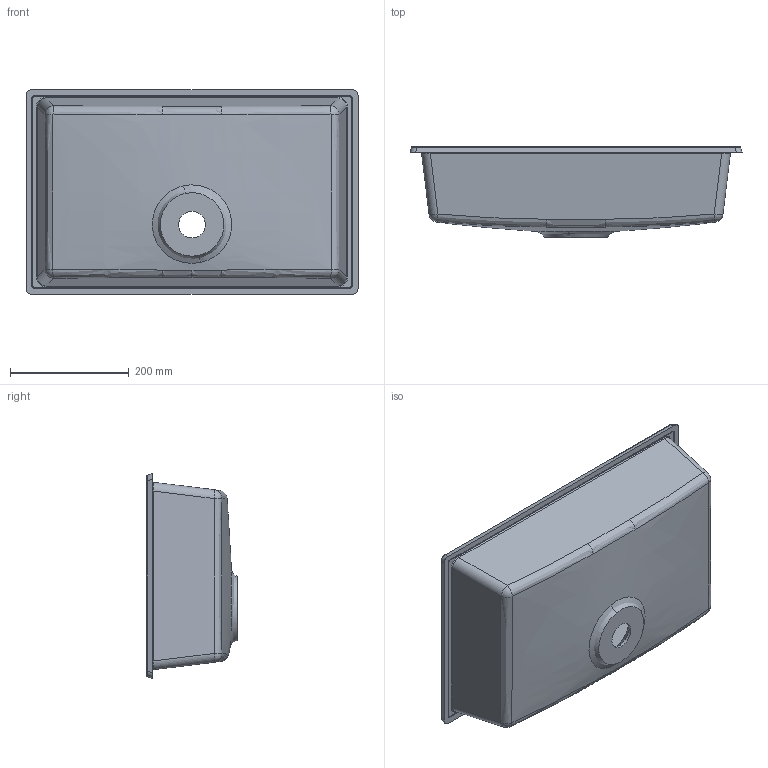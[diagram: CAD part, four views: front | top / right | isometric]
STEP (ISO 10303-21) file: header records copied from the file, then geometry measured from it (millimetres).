
FILE_DESCRIPTION (( 'STEP AP214' ), '1' );
FILE_NAME ('Lester 505.STEP', '2019-07-29T09:41:59', ( '' ), ( '' ), 'SwSTEP 2.0', 'SolidWorks 2018', '' );
FILE_SCHEMA (( 'AUTOMOTIVE_DESIGN' ));
Length unit declared in the file: millimetre
Products named in the file (2): Lester 505
Bounding box: 560.36 x 153 x 345.36 mm (x, y, z)
Volume: 3679636.9 mm3; surface area: 724579.5 mm2
Topology: 1 solids, 1 shells, 106 faces, 248 edges, 148 vertices
Faces by surface type: bspline 48, cylinder 30, plane 16, sphere 10, cone 2
Entity records: 9763 total; most frequent: CARTESIAN_POINT 7662, ORIENTED_EDGE 496, DIRECTION 356, EDGE_CURVE 248, VERTEX_POINT 148, AXIS2_PLACEMENT_3D 146, EDGE_LOOP 112, ADVANCED_FACE 106
